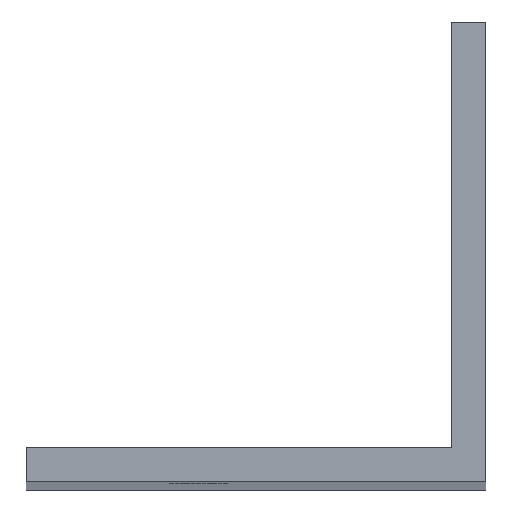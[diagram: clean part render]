
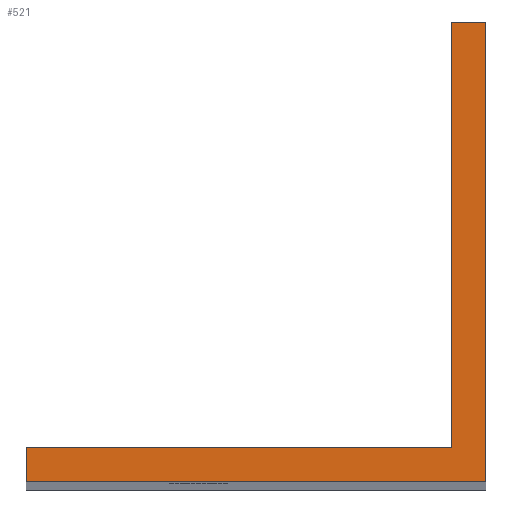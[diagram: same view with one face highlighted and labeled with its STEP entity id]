
A CAD part, top view. The second image highlights one B-rep face of the part: STEP entity #521.
In plain terms, the highlighted planar face has unit normal (0, 0, 1).
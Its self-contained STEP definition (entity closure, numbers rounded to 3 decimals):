
#17 = AXIS2_PLACEMENT_3D ( 'NONE', #275, #280, #281 ) ;
#65 = EDGE_CURVE ( 'NONE', #145, #164, #368, .T. ) ;
#73 = EDGE_CURVE ( 'NONE', #162, #168, #379, .T. ) ;
#81 = EDGE_CURVE ( 'NONE', #168, #155, #451, .T. ) ;
#91 = EDGE_CURVE ( 'NONE', #164, #159, #449, .T. ) ;
#100 = EDGE_CURVE ( 'NONE', #159, #162, #570, .T. ) ;
#103 = EDGE_CURVE ( 'NONE', #155, #145, #473, .T. ) ;
#107 = DIRECTION ( 'NONE',  ( -1., 0., 0. ) ) ;
#123 = CARTESIAN_POINT ( 'NONE',  ( 40., 0., 400. ) ) ;
#128 = CARTESIAN_POINT ( 'NONE',  ( 37., 3., 400. ) ) ;
#145 = VERTEX_POINT ( 'NONE', #214 ) ;
#155 = VERTEX_POINT ( 'NONE', #260 ) ;
#159 = VERTEX_POINT ( 'NONE', #205 ) ;
#162 = VERTEX_POINT ( 'NONE', #220 ) ;
#164 = VERTEX_POINT ( 'NONE', #172 ) ;
#166 = DIRECTION ( 'NONE',  ( 0., 1., 0. ) ) ;
#168 = VERTEX_POINT ( 'NONE', #262 ) ;
#172 = CARTESIAN_POINT ( 'NONE',  ( 0., 3., 400. ) ) ;
#191 = CARTESIAN_POINT ( 'NONE',  ( 0., 3., 400. ) ) ;
#203 = DIRECTION ( 'NONE',  ( 1., 0., 0. ) ) ;
#205 = CARTESIAN_POINT ( 'NONE',  ( 0., 0., 400. ) ) ;
#208 = CARTESIAN_POINT ( 'NONE',  ( 37., 40., 400. ) ) ;
#213 = CARTESIAN_POINT ( 'NONE',  ( 0., 0., 400. ) ) ;
#214 = CARTESIAN_POINT ( 'NONE',  ( 37., 3., 400. ) ) ;
#220 = CARTESIAN_POINT ( 'NONE',  ( 40., 0., 400. ) ) ;
#231 = CARTESIAN_POINT ( 'NONE',  ( 40., 40., 400. ) ) ;
#257 = DIRECTION ( 'NONE',  ( 0., -1., 0. ) ) ;
#260 = CARTESIAN_POINT ( 'NONE',  ( 37., 40., 400. ) ) ;
#262 = CARTESIAN_POINT ( 'NONE',  ( 40., 40., 400. ) ) ;
#272 = PLANE ( 'NONE',  #17 ) ;
#275 = CARTESIAN_POINT ( 'NONE',  ( 0., 0., 400. ) ) ;
#277 = DIRECTION ( 'NONE',  ( -1., 0., 0. ) ) ;
#279 = DIRECTION ( 'NONE',  ( 0., -1., 0. ) ) ;
#280 = DIRECTION ( 'NONE',  ( 0., 0., 1. ) ) ;
#281 = DIRECTION ( 'NONE',  ( 1., 0., 0. ) ) ;
#366 = VECTOR ( 'NONE', #107, 1000. ) ;
#368 = LINE ( 'NONE', #128, #366 ) ;
#379 = LINE ( 'NONE', #123, #443 ) ;
#413 = EDGE_LOOP ( 'NONE', ( #509, #510, #511, #512, #513, #514 ) ) ;
#443 = VECTOR ( 'NONE', #166, 1000. ) ;
#449 = LINE ( 'NONE', #191, #471 ) ;
#451 = LINE ( 'NONE', #231, #452 ) ;
#452 = VECTOR ( 'NONE', #277, 1000. ) ;
#471 = VECTOR ( 'NONE', #257, 1000. ) ;
#473 = LINE ( 'NONE', #208, #576 ) ;
#509 = ORIENTED_EDGE ( 'NONE', *, *, #91, .T. ) ;
#510 = ORIENTED_EDGE ( 'NONE', *, *, #100, .T. ) ;
#511 = ORIENTED_EDGE ( 'NONE', *, *, #73, .T. ) ;
#512 = ORIENTED_EDGE ( 'NONE', *, *, #81, .T. ) ;
#513 = ORIENTED_EDGE ( 'NONE', *, *, #103, .T. ) ;
#514 = ORIENTED_EDGE ( 'NONE', *, *, #65, .T. ) ;
#521 = ADVANCED_FACE ( 'NONE', ( #586 ), #272, .T. ) ;
#570 = LINE ( 'NONE', #213, #571 ) ;
#571 = VECTOR ( 'NONE', #203, 1000. ) ;
#576 = VECTOR ( 'NONE', #279, 1000. ) ;
#586 = FACE_OUTER_BOUND ( 'NONE', #413, .T. ) ;
